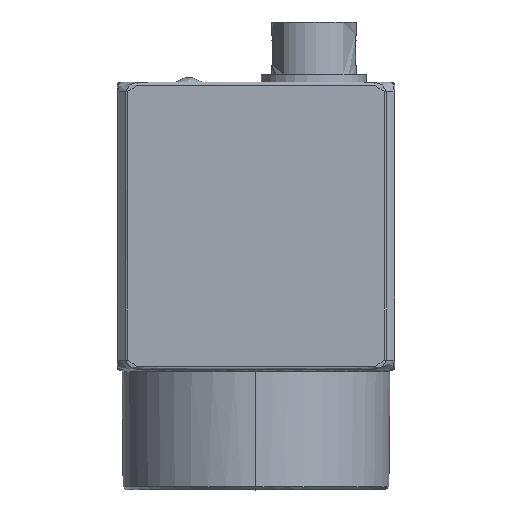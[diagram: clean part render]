
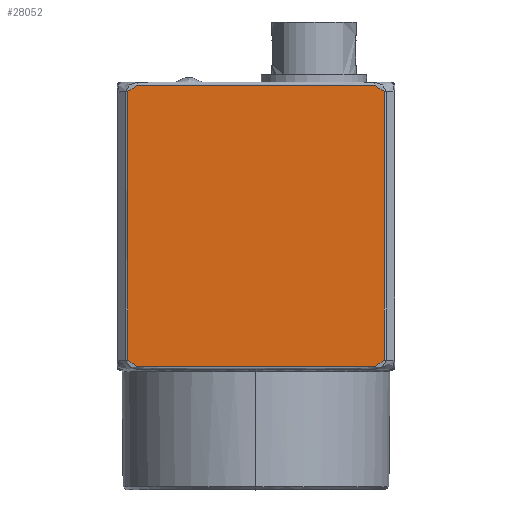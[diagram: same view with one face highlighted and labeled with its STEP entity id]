
A CAD part, top view. The second image highlights one B-rep face of the part: STEP entity #28052.
In plain terms, the highlighted planar face has unit normal (0, 0, 1).
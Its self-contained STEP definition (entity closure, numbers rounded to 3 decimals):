
#369 = CARTESIAN_POINT ( 'NONE',  ( -13.376, 20.21, 20.895 ) ) ;
#453 = VERTEX_POINT ( 'NONE', #19712 ) ;
#603 = CARTESIAN_POINT ( 'NONE',  ( 12.5, 20.91, 20.895 ) ) ;
#767 = CARTESIAN_POINT ( 'NONE',  ( 13.048, 20.753, 20.895 ) ) ;
#1467 = CARTESIAN_POINT ( 'NONE',  ( 12.5, -8.49, 20.895 ) ) ;
#2354 = CARTESIAN_POINT ( 'NONE',  ( -12.386, 20.91, 20.895 ) ) ;
#2856 = CARTESIAN_POINT ( 'NONE',  ( -13.376, -7.79, 20.895 ) ) ;
#3149 = VERTEX_POINT ( 'NONE', #29593 ) ;
#3884 = ORIENTED_EDGE ( 'NONE', *, *, #8599, .T. ) ;
#4450 = CARTESIAN_POINT ( 'NONE',  ( -13.048, -8.333, 20.895 ) ) ;
#4781 = CARTESIAN_POINT ( 'NONE',  ( -12.386, 20.91, 20.895 ) ) ;
#6023 = CARTESIAN_POINT ( 'NONE',  ( -12.386, 20.91, 20.895 ) ) ;
#6442 = DIRECTION ( 'NONE',  ( 1., 0., 0. ) ) ;
#6496 = EDGE_CURVE ( 'NONE', #10340, #9289, #16999, .T. ) ;
#6756 = ORIENTED_EDGE ( 'NONE', *, *, #8734, .T. ) ;
#7251 = CARTESIAN_POINT ( 'NONE',  ( -13.047, 20.753, 20.895 ) ) ;
#7569 = CARTESIAN_POINT ( 'NONE',  ( -13.376, 20.317, 20.895 ) ) ;
#7722 = CARTESIAN_POINT ( 'NONE',  ( 13.376, 20.317, 20.895 ) ) ;
#7945 = ORIENTED_EDGE ( 'NONE', *, *, #12058, .T. ) ;
#8599 = EDGE_CURVE ( 'NONE', #453, #18110, #9815, .T. ) ;
#8734 = EDGE_CURVE ( 'NONE', #9289, #17149, #24215, .T. ) ;
#8921 = DIRECTION ( 'NONE',  ( 0., 0., 1. ) ) ;
#9215 = CARTESIAN_POINT ( 'NONE',  ( 13.376, -7.897, 20.895 ) ) ;
#9289 = VERTEX_POINT ( 'NONE', #11921 ) ;
#9712 = CARTESIAN_POINT ( 'NONE',  ( -12.386, -8.49, 20.895 ) ) ;
#9815 = B_SPLINE_CURVE_WITH_KNOTS ( 'NONE', 3,
 ( #22801, #7722, #23285, #767, #12972, #603, #12803 ),
 .UNSPECIFIED., .F., .F.,
 ( 4, 1, 1, 1, 4 ),
 ( -1.359, -1.019, -0.68, -0.34, 0. ),
 .UNSPECIFIED. ) ;
#10340 = VERTEX_POINT ( 'NONE', #2856 ) ;
#10611 = ORIENTED_EDGE ( 'NONE', *, *, #6496, .T. ) ;
#10989 = VERTEX_POINT ( 'NONE', #15693 ) ;
#11058 = AXIS2_PLACEMENT_3D ( 'NONE', #11368, #8921, #6442 ) ;
#11180 = CARTESIAN_POINT ( 'NONE',  ( 12.729, -8.462, 20.895 ) ) ;
#11204 = VERTEX_POINT ( 'NONE', #2354 ) ;
#11368 = CARTESIAN_POINT ( 'NONE',  ( -16.171, -11.55, 20.895 ) ) ;
#11675 = CARTESIAN_POINT ( 'NONE',  ( 13.302, -8.108, 20.895 ) ) ;
#11856 = B_SPLINE_CURVE_WITH_KNOTS ( 'NONE', 1,
 ( #369, #13058 ),
 .UNSPECIFIED., .F., .F.,
 ( 2, 2 ),
 ( -28., 0. ),
 .UNSPECIFIED. ) ;
#11921 = CARTESIAN_POINT ( 'NONE',  ( -12.386, -8.49, 20.895 ) ) ;
#12058 = EDGE_CURVE ( 'NONE', #17149, #3149, #17232, .T. ) ;
#12115 = EDGE_LOOP ( 'NONE', ( #3884, #23415, #21496, #25402, #10611, #6756, #7945, #29796 ) ) ;
#12803 = CARTESIAN_POINT ( 'NONE',  ( 12.386, 20.91, 20.895 ) ) ;
#12972 = CARTESIAN_POINT ( 'NONE',  ( 12.729, 20.882, 20.895 ) ) ;
#13058 = CARTESIAN_POINT ( 'NONE',  ( -13.376, -7.79, 20.895 ) ) ;
#13831 = FACE_OUTER_BOUND ( 'NONE', #12115, .T. ) ;
#13998 = EDGE_CURVE ( 'NONE', #18110, #11204, #15054, .T. ) ;
#14150 = CARTESIAN_POINT ( 'NONE',  ( 13.376, 20.21, 20.895 ) ) ;
#15054 = B_SPLINE_CURVE_WITH_KNOTS ( 'NONE', 1,
 ( #18662, #6023 ),
 .UNSPECIFIED., .F., .F.,
 ( 2, 2 ),
 ( -24.772, 0. ),
 .UNSPECIFIED. ) ;
#15127 = EDGE_CURVE ( 'NONE', #10989, #11204, #17302, .T. ) ;
#15693 = CARTESIAN_POINT ( 'NONE',  ( -13.376, 20.21, 20.895 ) ) ;
#15913 = EDGE_CURVE ( 'NONE', #3149, #453, #21117, .T. ) ;
#16569 = CARTESIAN_POINT ( 'NONE',  ( 12.386, -8.49, 20.895 ) ) ;
#16999 = B_SPLINE_CURVE_WITH_KNOTS ( 'NONE', 3,
 ( #17577, #22015, #19548, #4450, #20027, #30062, #9712 ),
 .UNSPECIFIED., .F., .F.,
 ( 4, 1, 1, 1, 4 ),
 ( -1.359, -1.019, -0.68, -0.34, 0. ),
 .UNSPECIFIED. ) ;
#17149 = VERTEX_POINT ( 'NONE', #25549 ) ;
#17232 = B_SPLINE_CURVE_WITH_KNOTS ( 'NONE', 3,
 ( #23971, #1467, #11180, #23647, #11675, #9215, #31535 ),
 .UNSPECIFIED., .F., .F.,
 ( 4, 1, 1, 1, 4 ),
 ( -1.359, -1.019, -0.68, -0.34, 0. ),
 .UNSPECIFIED. ) ;
#17302 = B_SPLINE_CURVE_WITH_KNOTS ( 'NONE', 3,
 ( #24474, #7569, #24966, #7251, #19551, #29583, #4781 ),
 .UNSPECIFIED., .F., .F.,
 ( 4, 1, 1, 1, 4 ),
 ( 0., 0.34, 0.68, 1.019, 1.359 ),
 .UNSPECIFIED. ) ;
#17577 = CARTESIAN_POINT ( 'NONE',  ( -13.376, -7.79, 20.895 ) ) ;
#18110 = VERTEX_POINT ( 'NONE', #26214 ) ;
#18662 = CARTESIAN_POINT ( 'NONE',  ( 12.386, 20.91, 20.895 ) ) ;
#19548 = CARTESIAN_POINT ( 'NONE',  ( -13.303, -8.108, 20.895 ) ) ;
#19551 = CARTESIAN_POINT ( 'NONE',  ( -12.729, 20.882, 20.895 ) ) ;
#19712 = CARTESIAN_POINT ( 'NONE',  ( 13.376, 20.21, 20.895 ) ) ;
#20027 = CARTESIAN_POINT ( 'NONE',  ( -12.729, -8.462, 20.895 ) ) ;
#21117 = B_SPLINE_CURVE_WITH_KNOTS ( 'NONE', 1,
 ( #28614, #14150 ),
 .UNSPECIFIED., .F., .F.,
 ( 2, 2 ),
 ( -28., 0. ),
 .UNSPECIFIED. ) ;
#21382 = PLANE ( 'NONE',  #11058 ) ;
#21496 = ORIENTED_EDGE ( 'NONE', *, *, #15127, .F. ) ;
#22015 = CARTESIAN_POINT ( 'NONE',  ( -13.376, -7.897, 20.895 ) ) ;
#22801 = CARTESIAN_POINT ( 'NONE',  ( 13.376, 20.21, 20.895 ) ) ;
#23285 = CARTESIAN_POINT ( 'NONE',  ( 13.303, 20.528, 20.895 ) ) ;
#23415 = ORIENTED_EDGE ( 'NONE', *, *, #13998, .T. ) ;
#23647 = CARTESIAN_POINT ( 'NONE',  ( 13.047, -8.333, 20.895 ) ) ;
#23971 = CARTESIAN_POINT ( 'NONE',  ( 12.386, -8.49, 20.895 ) ) ;
#24215 = B_SPLINE_CURVE_WITH_KNOTS ( 'NONE', 1,
 ( #31164, #16569 ),
 .UNSPECIFIED., .F., .F.,
 ( 2, 2 ),
 ( -24.772, 0. ),
 .UNSPECIFIED. ) ;
#24474 = CARTESIAN_POINT ( 'NONE',  ( -13.376, 20.21, 20.895 ) ) ;
#24758 = EDGE_CURVE ( 'NONE', #10989, #10340, #11856, .T. ) ;
#24966 = CARTESIAN_POINT ( 'NONE',  ( -13.302, 20.528, 20.895 ) ) ;
#25402 = ORIENTED_EDGE ( 'NONE', *, *, #24758, .T. ) ;
#25549 = CARTESIAN_POINT ( 'NONE',  ( 12.386, -8.49, 20.895 ) ) ;
#26214 = CARTESIAN_POINT ( 'NONE',  ( 12.386, 20.91, 20.895 ) ) ;
#28052 = ADVANCED_FACE ( 'NONE', ( #13831 ), #21382, .T. ) ;
#28614 = CARTESIAN_POINT ( 'NONE',  ( 13.376, -7.79, 20.895 ) ) ;
#29583 = CARTESIAN_POINT ( 'NONE',  ( -12.5, 20.91, 20.895 ) ) ;
#29593 = CARTESIAN_POINT ( 'NONE',  ( 13.376, -7.79, 20.895 ) ) ;
#29796 = ORIENTED_EDGE ( 'NONE', *, *, #15913, .T. ) ;
#30062 = CARTESIAN_POINT ( 'NONE',  ( -12.5, -8.49, 20.895 ) ) ;
#31164 = CARTESIAN_POINT ( 'NONE',  ( -12.386, -8.49, 20.895 ) ) ;
#31535 = CARTESIAN_POINT ( 'NONE',  ( 13.376, -7.79, 20.895 ) ) ;
